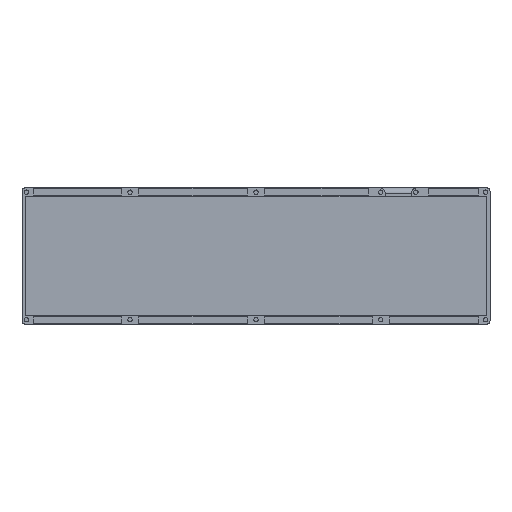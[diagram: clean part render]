
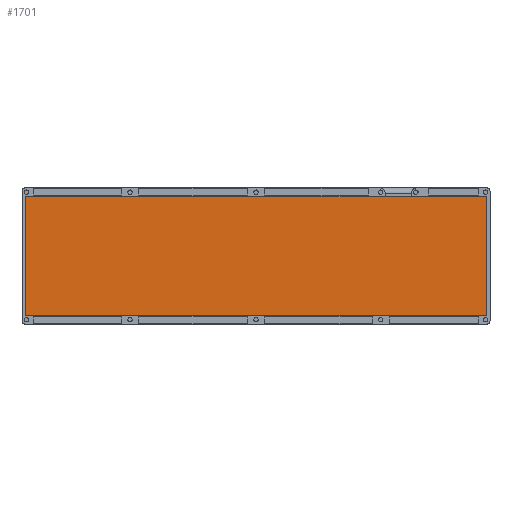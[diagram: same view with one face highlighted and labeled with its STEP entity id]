
A CAD part, top view. The second image highlights one B-rep face of the part: STEP entity #1701.
In plain terms, the highlighted planar face has unit normal (0, 0, 1).
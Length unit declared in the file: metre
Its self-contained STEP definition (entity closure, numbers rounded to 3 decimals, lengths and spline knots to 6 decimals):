
#353=ORIENTED_EDGE('',*,*,#789,.F.);
#354=ORIENTED_EDGE('',*,*,#798,.F.);
#355=ORIENTED_EDGE('',*,*,#796,.T.);
#356=ORIENTED_EDGE('',*,*,#793,.T.);
#789=EDGE_CURVE('',#1001,#1002,#1156,.T.);
#793=EDGE_CURVE('',#1005,#1002,#1160,.T.);
#796=EDGE_CURVE('',#1006,#1005,#1163,.T.);
#798=EDGE_CURVE('',#1006,#1001,#1165,.T.);
#1001=VERTEX_POINT('',#2844);
#1002=VERTEX_POINT('',#2846);
#1005=VERTEX_POINT('',#2854);
#1006=VERTEX_POINT('',#2859);
#1156=LINE('',#2845,#1324);
#1160=LINE('',#2853,#1328);
#1163=LINE('',#2858,#1331);
#1165=LINE('',#2862,#1333);
#1324=VECTOR('',#2229,1.);
#1328=VECTOR('',#2235,1.);
#1331=VECTOR('',#2240,1.);
#1333=VECTOR('',#2244,1.);
#1394=EDGE_LOOP('',(#353,#354,#355,#356));
#1524=FACE_BOUND('',#1394,.T.);
#1643=PLANE('',#1855);
#1701=ADVANCED_FACE('',(#1524),#1643,.T.);
#1855=AXIS2_PLACEMENT_3D('',#2863,#2245,#2246);
#2229=DIRECTION('',(0.,1.,0.));
#2235=DIRECTION('',(-1.,0.,0.));
#2240=DIRECTION('',(0.,1.,0.));
#2244=DIRECTION('',(-1.,0.,0.));
#2245=DIRECTION('',(0.,0.,1.));
#2246=DIRECTION('',(1.,0.,0.));
#2844=CARTESIAN_POINT('',(-0.2114,-0.0545,0.004));
#2845=CARTESIAN_POINT('',(-0.2114,0.,0.004));
#2846=CARTESIAN_POINT('',(-0.2114,0.0545,0.004));
#2853=CARTESIAN_POINT('',(0.,0.0545,0.004));
#2854=CARTESIAN_POINT('',(0.2114,0.0545,0.004));
#2858=CARTESIAN_POINT('',(0.2114,0.,0.004));
#2859=CARTESIAN_POINT('',(0.2114,-0.0545,0.004));
#2862=CARTESIAN_POINT('',(0.,-0.0545,0.004));
#2863=CARTESIAN_POINT('',(0.,0.,0.004));
